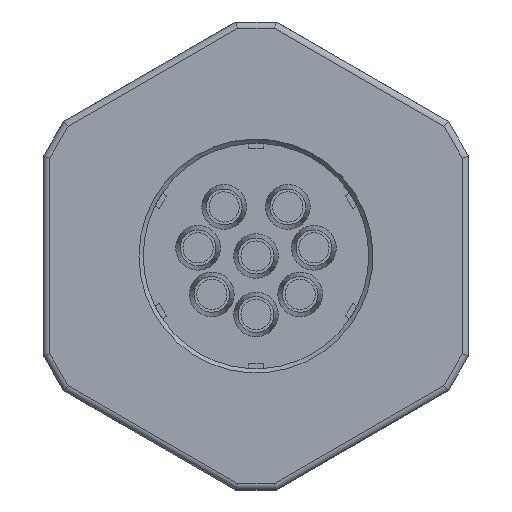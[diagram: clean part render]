
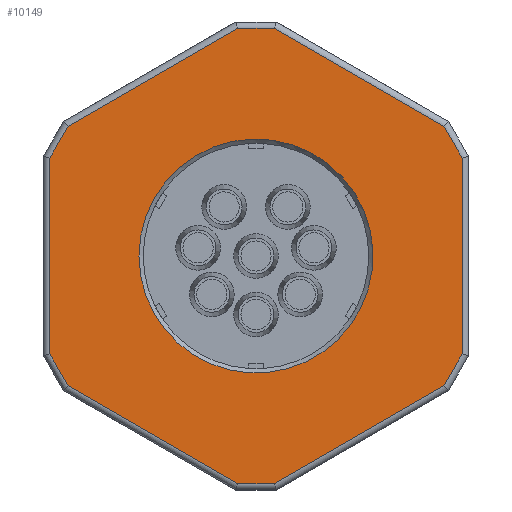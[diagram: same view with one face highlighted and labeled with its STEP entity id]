
A CAD part, left-side view. The second image highlights one B-rep face of the part: STEP entity #10149.
In plain terms, the highlighted planar face has unit normal (-1, 0, 0).
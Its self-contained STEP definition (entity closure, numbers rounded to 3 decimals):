
#403=PLANE('',#11250);
#1043=LINE('',#21979,#1966);
#1044=LINE('',#21982,#1967);
#1045=LINE('',#21984,#1968);
#1046=LINE('',#21986,#1969);
#1047=LINE('',#21988,#1970);
#1048=LINE('',#21990,#1971);
#1049=LINE('',#21992,#1972);
#1050=LINE('',#21994,#1973);
#1051=LINE('',#21996,#1974);
#1052=LINE('',#21998,#1975);
#1053=LINE('',#22000,#1976);
#1054=LINE('',#22002,#1977);
#1966=VECTOR('',#12735,1000.);
#1967=VECTOR('',#12736,1000.);
#1968=VECTOR('',#12737,1000.);
#1969=VECTOR('',#12738,1000.);
#1970=VECTOR('',#12739,1000.);
#1971=VECTOR('',#12740,1000.);
#1972=VECTOR('',#12741,1000.);
#1973=VECTOR('',#12742,1000.);
#1974=VECTOR('',#12743,1000.);
#1975=VECTOR('',#12744,1000.);
#1976=VECTOR('',#12745,1000.);
#1977=VECTOR('',#12746,1000.);
#3435=ORIENTED_EDGE('',*,*,#5962,.T.);
#3436=ORIENTED_EDGE('',*,*,#5963,.T.);
#3437=ORIENTED_EDGE('',*,*,#5964,.T.);
#3438=ORIENTED_EDGE('',*,*,#5965,.T.);
#3439=ORIENTED_EDGE('',*,*,#5966,.T.);
#3440=ORIENTED_EDGE('',*,*,#5967,.T.);
#3441=ORIENTED_EDGE('',*,*,#5968,.T.);
#3442=ORIENTED_EDGE('',*,*,#5969,.T.);
#3443=ORIENTED_EDGE('',*,*,#5970,.T.);
#3444=ORIENTED_EDGE('',*,*,#5971,.T.);
#3445=ORIENTED_EDGE('',*,*,#5972,.T.);
#3446=ORIENTED_EDGE('',*,*,#5973,.T.);
#3447=ORIENTED_EDGE('',*,*,#5974,.T.);
#5962=EDGE_CURVE('',#7239,#7239,#8006,.T.);
#5963=EDGE_CURVE('',#7240,#7241,#1043,.F.);
#5964=EDGE_CURVE('',#7241,#7242,#1044,.F.);
#5965=EDGE_CURVE('',#7242,#7243,#1045,.F.);
#5966=EDGE_CURVE('',#7243,#7244,#1046,.F.);
#5967=EDGE_CURVE('',#7244,#7245,#1047,.F.);
#5968=EDGE_CURVE('',#7245,#7246,#1048,.F.);
#5969=EDGE_CURVE('',#7246,#7247,#1049,.F.);
#5970=EDGE_CURVE('',#7247,#7248,#1050,.F.);
#5971=EDGE_CURVE('',#7248,#7249,#1051,.F.);
#5972=EDGE_CURVE('',#7249,#7250,#1052,.F.);
#5973=EDGE_CURVE('',#7250,#7251,#1053,.F.);
#5974=EDGE_CURVE('',#7251,#7240,#1054,.F.);
#7239=VERTEX_POINT('',#21978);
#7240=VERTEX_POINT('',#21980);
#7241=VERTEX_POINT('',#21981);
#7242=VERTEX_POINT('',#21983);
#7243=VERTEX_POINT('',#21985);
#7244=VERTEX_POINT('',#21987);
#7245=VERTEX_POINT('',#21989);
#7246=VERTEX_POINT('',#21991);
#7247=VERTEX_POINT('',#21993);
#7248=VERTEX_POINT('',#21995);
#7249=VERTEX_POINT('',#21997);
#7250=VERTEX_POINT('',#21999);
#7251=VERTEX_POINT('',#22001);
#8006=CIRCLE('',#11251,5.5);
#8446=EDGE_LOOP('',(#3435));
#8447=EDGE_LOOP('',(#3436,#3437,#3438,#3439,#3440,#3441,#3442,#3443,#3444,
#3445,#3446,#3447));
#9247=FACE_BOUND('',#8446,.T.);
#9248=FACE_BOUND('',#8447,.T.);
#10149=ADVANCED_FACE('',(#9247,#9248),#403,.F.);
#11250=AXIS2_PLACEMENT_3D('',#21976,#12731,#12732);
#11251=AXIS2_PLACEMENT_3D('',#21977,#12733,#12734);
#12731=DIRECTION('',(1.,0.,0.));
#12732=DIRECTION('',(0.,0.,-1.));
#12733=DIRECTION('',(1.,0.,0.));
#12734=DIRECTION('',(0.,0.,-1.));
#12735=DIRECTION('',(0.,0.866,-0.5));
#12736=DIRECTION('',(0.,0.5,-0.866));
#12737=DIRECTION('',(0.,0.,-1.));
#12738=DIRECTION('',(0.,-0.5,-0.866));
#12739=DIRECTION('',(0.,-0.866,-0.5));
#12740=DIRECTION('',(0.,-1.,0.));
#12741=DIRECTION('',(0.,-0.866,0.5));
#12742=DIRECTION('',(0.,-0.5,0.866));
#12743=DIRECTION('',(0.,0.,1.));
#12744=DIRECTION('',(0.,0.5,0.866));
#12745=DIRECTION('',(0.,0.866,0.5));
#12746=DIRECTION('',(0.,1.,0.));
#21976=CARTESIAN_POINT('',(-1.5,0.,0.));
#21977=CARTESIAN_POINT('',(-1.5,0.,0.));
#21978=CARTESIAN_POINT('',(-1.5,0.,-5.5));
#21979=CARTESIAN_POINT('',(-1.5,-5.35,-9.266));
#21980=CARTESIAN_POINT('',(-1.5,-4.599,-9.7));
#21981=CARTESIAN_POINT('',(-1.5,-6.101,-8.833));
#21982=CARTESIAN_POINT('',(-1.5,-8.4,-4.85));
#21983=CARTESIAN_POINT('',(-1.5,-10.7,-0.867));
#21984=CARTESIAN_POINT('',(-1.5,-10.7,0.));
#21985=CARTESIAN_POINT('',(-1.5,-10.7,0.867));
#21986=CARTESIAN_POINT('',(-1.5,-8.4,4.85));
#21987=CARTESIAN_POINT('',(-1.5,-6.101,8.833));
#21988=CARTESIAN_POINT('',(-1.5,-5.35,9.266));
#21989=CARTESIAN_POINT('',(-1.5,-4.599,9.7));
#21990=CARTESIAN_POINT('',(-1.5,0.,9.7));
#21991=CARTESIAN_POINT('',(-1.5,4.599,9.7));
#21992=CARTESIAN_POINT('',(-1.5,5.35,9.266));
#21993=CARTESIAN_POINT('',(-1.5,6.101,8.833));
#21994=CARTESIAN_POINT('',(-1.5,8.4,4.85));
#21995=CARTESIAN_POINT('',(-1.5,10.7,0.867));
#21996=CARTESIAN_POINT('',(-1.5,10.7,0.));
#21997=CARTESIAN_POINT('',(-1.5,10.7,-0.867));
#21998=CARTESIAN_POINT('',(-1.5,8.4,-4.85));
#21999=CARTESIAN_POINT('',(-1.5,6.101,-8.833));
#22000=CARTESIAN_POINT('',(-1.5,5.35,-9.266));
#22001=CARTESIAN_POINT('',(-1.5,4.599,-9.7));
#22002=CARTESIAN_POINT('',(-1.5,0.,-9.7));
